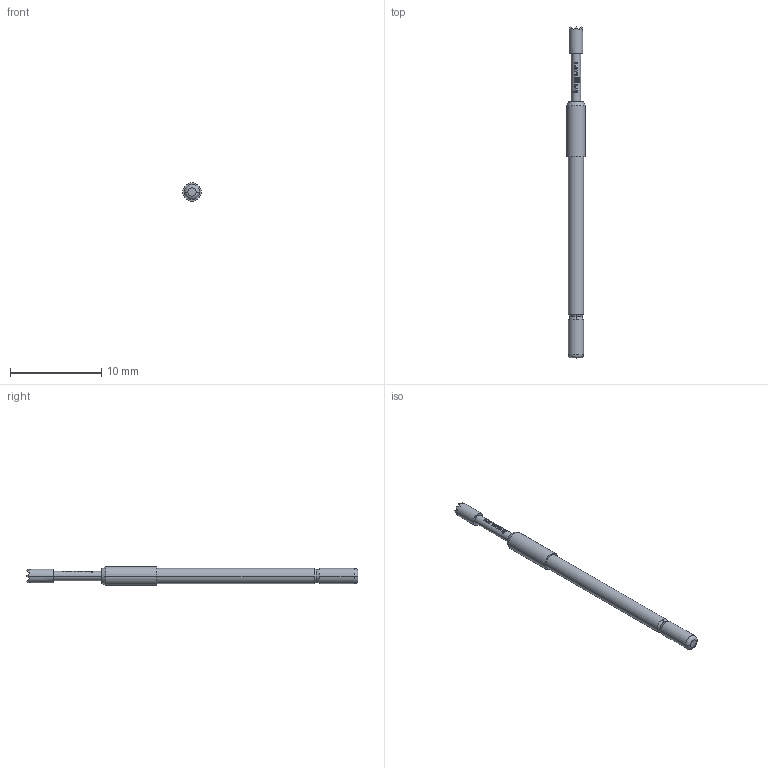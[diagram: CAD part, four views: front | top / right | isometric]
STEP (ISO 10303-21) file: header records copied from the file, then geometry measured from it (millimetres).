
FILE_DESCRIPTION (( 'STEP AP203' ), '1' );
FILE_NAME ('INGUN_GKS-112_306_150_R_xx06.STEP', '2020-08-19T13:16:59', ( '' ), ( '' ), 'SwSTEP 2.0', 'SolidWorks 2018', '' );
FILE_SCHEMA (( 'CONFIG_CONTROL_DESIGN' ));
Length unit declared in the file: millimetre
Products named in the file (1): INGUN_GKS-112_306_150_R_xx06
Bounding box: 2 x 36.3 x 2 mm (x, y, z)
Volume: 74.1 mm3; surface area: 192.3 mm2
Topology: 1 solids, 1 shells, 123 faces, 300 edges, 189 vertices
Faces by surface type: plane 66, bspline 29, cylinder 16, torus 8, cone 4
Entity records: 4603 total; most frequent: CARTESIAN_POINT 2132, ORIENTED_EDGE 600, DIRECTION 324, EDGE_CURVE 300, VERTEX_POINT 189, B_SPLINE_CURVE_WITH_KNOTS 186, AXIS2_PLACEMENT_3D 137, EDGE_LOOP 133
